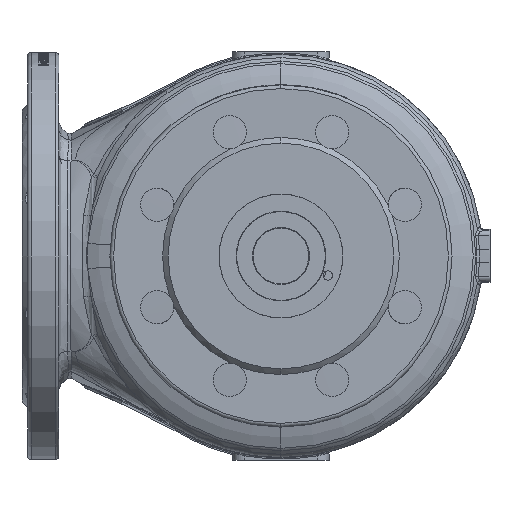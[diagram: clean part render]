
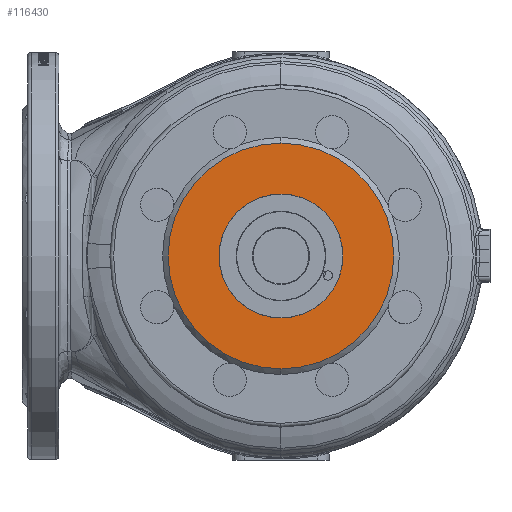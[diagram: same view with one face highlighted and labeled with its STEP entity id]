
A CAD part, front view. The second image highlights one B-rep face of the part: STEP entity #116430.
In plain terms, the highlighted planar face has unit normal (0, -1, 0).
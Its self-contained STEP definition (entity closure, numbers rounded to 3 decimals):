
#7039 = CIRCLE ( 'NONE', #175829, 61. ) ;
#14967 = DIRECTION ( 'NONE',  ( 0., 0., 1. ) ) ;
#16855 = CARTESIAN_POINT ( 'NONE',  ( 0., -170., 0. ) ) ;
#23237 = VERTEX_POINT ( 'NONE', #202978 ) ;
#37036 = FACE_OUTER_BOUND ( 'NONE', #110184, .T. ) ;
#38208 = CARTESIAN_POINT ( 'NONE',  ( 0., -170., -61. ) ) ;
#42217 = AXIS2_PLACEMENT_3D ( 'NONE', #67445, #95937, #96971 ) ;
#45659 = DIRECTION ( 'NONE',  ( 0., -1., 0. ) ) ;
#46795 = EDGE_CURVE ( 'NONE', #183328, #112425, #108303, .T. ) ;
#51906 = FACE_BOUND ( 'NONE', #79210, .T. ) ;
#56072 = DIRECTION ( 'NONE',  ( 0., 0., -1. ) ) ;
#59173 = DIRECTION ( 'NONE',  ( 0., -1., 0. ) ) ;
#62410 = DIRECTION ( 'NONE',  ( 0., 0., -1. ) ) ;
#62626 = DIRECTION ( 'NONE',  ( 0., 1., 0. ) ) ;
#67445 = CARTESIAN_POINT ( 'NONE',  ( 0., -170., 0. ) ) ;
#75912 = VERTEX_POINT ( 'NONE', #38208 ) ;
#79210 = EDGE_LOOP ( 'NONE', ( #110107, #138417 ) ) ;
#81431 = AXIS2_PLACEMENT_3D ( 'NONE', #129071, #45659, #109015 ) ;
#83641 = CARTESIAN_POINT ( 'NONE',  ( 0., -170., -33.5 ) ) ;
#95937 = DIRECTION ( 'NONE',  ( 0., 1., 0. ) ) ;
#96971 = DIRECTION ( 'NONE',  ( 0., 0., 1. ) ) ;
#97194 = DIRECTION ( 'NONE',  ( 0., -1., 0. ) ) ;
#101433 = PLANE ( 'NONE',  #126383 ) ;
#104185 = CIRCLE ( 'NONE', #178687, 33.5 ) ;
#105607 = CARTESIAN_POINT ( 'NONE',  ( 0., -170., 0. ) ) ;
#108303 = CIRCLE ( 'NONE', #81431, 33.5 ) ;
#109015 = DIRECTION ( 'NONE',  ( 0., 0., -1. ) ) ;
#110107 = ORIENTED_EDGE ( 'NONE', *, *, #46795, .F. ) ;
#110184 = EDGE_LOOP ( 'NONE', ( #122845, #151454 ) ) ;
#112425 = VERTEX_POINT ( 'NONE', #83641 ) ;
#114047 = EDGE_CURVE ( 'NONE', #23237, #75912, #7039, .T. ) ;
#116430 = ADVANCED_FACE ( 'NONE', ( #51906, #37036 ), #101433, .T. ) ;
#122845 = ORIENTED_EDGE ( 'NONE', *, *, #114047, .F. ) ;
#126383 = AXIS2_PLACEMENT_3D ( 'NONE', #105607, #59173, #56072 ) ;
#129071 = CARTESIAN_POINT ( 'NONE',  ( 0., -170., 0. ) ) ;
#135623 = EDGE_CURVE ( 'NONE', #112425, #183328, #104185, .T. ) ;
#138417 = ORIENTED_EDGE ( 'NONE', *, *, #135623, .F. ) ;
#151454 = ORIENTED_EDGE ( 'NONE', *, *, #192791, .F. ) ;
#167187 = CIRCLE ( 'NONE', #42217, 61. ) ;
#167659 = CARTESIAN_POINT ( 'NONE',  ( 0., -170., 33.5 ) ) ;
#175829 = AXIS2_PLACEMENT_3D ( 'NONE', #176762, #62626, #14967 ) ;
#176762 = CARTESIAN_POINT ( 'NONE',  ( 0., -170., 0. ) ) ;
#178687 = AXIS2_PLACEMENT_3D ( 'NONE', #16855, #97194, #62410 ) ;
#183328 = VERTEX_POINT ( 'NONE', #167659 ) ;
#192791 = EDGE_CURVE ( 'NONE', #75912, #23237, #167187, .T. ) ;
#202978 = CARTESIAN_POINT ( 'NONE',  ( 0., -170., 61. ) ) ;
